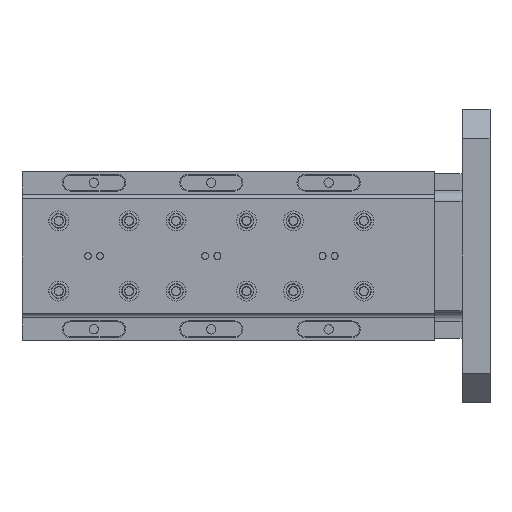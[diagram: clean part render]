
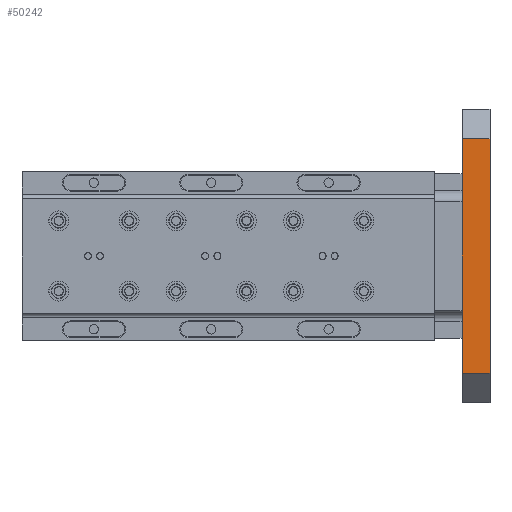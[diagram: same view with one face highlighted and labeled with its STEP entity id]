
A CAD part, left-side view. The second image highlights one B-rep face of the part: STEP entity #50242.
In plain terms, the highlighted planar face has unit normal (-1, 0, 0).
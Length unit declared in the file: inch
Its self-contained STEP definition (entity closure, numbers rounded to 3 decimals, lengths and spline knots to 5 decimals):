
#2666 = ORIENTED_EDGE ( 'NONE', *, *, #28858, .T. ) ;
#5728 = ORIENTED_EDGE ( 'NONE', *, *, #44088, .F. ) ;
#6418 = DIRECTION ( 'NONE',  ( 0., 0., -1. ) ) ;
#7487 = LINE ( 'NONE', #44197, #36386 ) ;
#9840 = CARTESIAN_POINT ( 'NONE',  ( -7.87402, 0., -6.29921 ) ) ;
#11102 = EDGE_LOOP ( 'NONE', ( #28289, #5728, #50675, #2666 ) ) ;
#12143 = CARTESIAN_POINT ( 'NONE',  ( -7.87402, 0., -6.29921 ) ) ;
#14393 = VERTEX_POINT ( 'NONE', #9840 ) ;
#17280 = VERTEX_POINT ( 'NONE', #34315 ) ;
#17322 = DIRECTION ( 'NONE',  ( 0., 0., -1. ) ) ;
#17512 = VERTEX_POINT ( 'NONE', #43645 ) ;
#18029 = EDGE_CURVE ( 'NONE', #41485, #17512, #45039, .T. ) ;
#20575 = EDGE_CURVE ( 'NONE', #17280, #14393, #74158, .T. ) ;
#23081 = FACE_OUTER_BOUND ( 'NONE', #11102, .T. ) ;
#23475 = PLANE ( 'NONE',  #30385 ) ;
#24978 = VECTOR ( 'NONE', #65010, 39.37008 ) ;
#28289 = ORIENTED_EDGE ( 'NONE', *, *, #20575, .T. ) ;
#28858 = EDGE_CURVE ( 'NONE', #41485, #17280, #7487, .T. ) ;
#30385 = AXIS2_PLACEMENT_3D ( 'NONE', #46712, #48332, #17322 ) ;
#33631 = CARTESIAN_POINT ( 'NONE',  ( -7.87402, -1.5, -6.29921 ) ) ;
#34315 = CARTESIAN_POINT ( 'NONE',  ( -7.87402, 0., 6.29921 ) ) ;
#34403 = VECTOR ( 'NONE', #6418, 39.37008 ) ;
#36386 = VECTOR ( 'NONE', #62953, 39.37008 ) ;
#36823 = LINE ( 'NONE', #49482, #47711 ) ;
#37222 = DIRECTION ( 'NONE',  ( 0., 1., 0. ) ) ;
#41485 = VERTEX_POINT ( 'NONE', #55572 ) ;
#43645 = CARTESIAN_POINT ( 'NONE',  ( -7.87402, -1.5, -6.29921 ) ) ;
#44088 = EDGE_CURVE ( 'NONE', #17512, #14393, #36823, .T. ) ;
#44197 = CARTESIAN_POINT ( 'NONE',  ( -7.87402, -1.5, 6.29921 ) ) ;
#45039 = LINE ( 'NONE', #33631, #24978 ) ;
#46712 = CARTESIAN_POINT ( 'NONE',  ( -7.87402, -1.5, -6.29921 ) ) ;
#47711 = VECTOR ( 'NONE', #37222, 39.37008 ) ;
#48332 = DIRECTION ( 'NONE',  ( 1., 0., 0. ) ) ;
#49482 = CARTESIAN_POINT ( 'NONE',  ( -7.87402, -1.5, -6.29921 ) ) ;
#50242 = ADVANCED_FACE ( 'NONE', ( #23081 ), #23475, .F. ) ;
#50675 = ORIENTED_EDGE ( 'NONE', *, *, #18029, .F. ) ;
#55572 = CARTESIAN_POINT ( 'NONE',  ( -7.87402, -1.5, 6.29921 ) ) ;
#62953 = DIRECTION ( 'NONE',  ( 0., 1., 0. ) ) ;
#65010 = DIRECTION ( 'NONE',  ( 0., 0., -1. ) ) ;
#74158 = LINE ( 'NONE', #12143, #34403 ) ;
